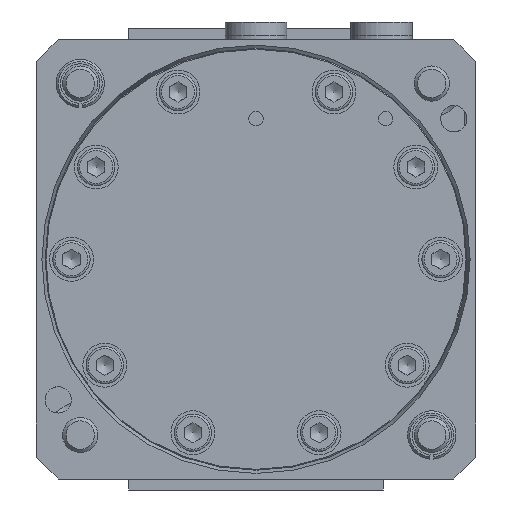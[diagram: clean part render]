
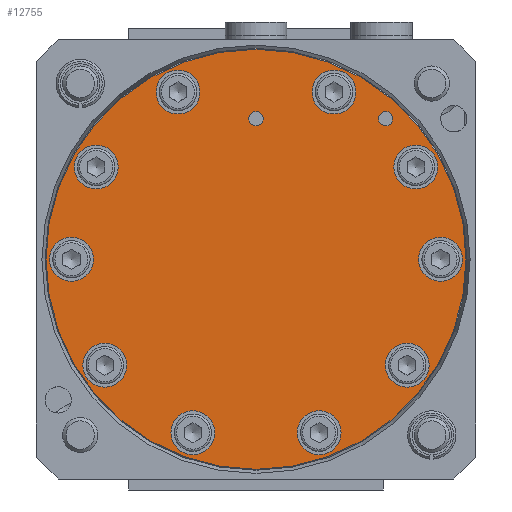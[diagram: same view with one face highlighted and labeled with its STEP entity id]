
A CAD part, front view. The second image highlights one B-rep face of the part: STEP entity #12755.
In plain terms, the highlighted planar face has unit normal (0, -1, 0).
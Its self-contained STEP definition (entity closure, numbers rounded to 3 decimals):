
#409=FACE_BOUND('',#2139,.T.);
#410=FACE_BOUND('',#2140,.T.);
#411=FACE_BOUND('',#2141,.T.);
#412=FACE_BOUND('',#2142,.T.);
#413=FACE_BOUND('',#2143,.T.);
#414=FACE_BOUND('',#2144,.T.);
#415=FACE_BOUND('',#2145,.T.);
#416=FACE_BOUND('',#2146,.T.);
#417=FACE_BOUND('',#2147,.T.);
#418=FACE_BOUND('',#2148,.T.);
#419=FACE_BOUND('',#2149,.T.);
#420=FACE_BOUND('',#2150,.T.);
#722=CIRCLE('',#13888,47.8);
#723=CIRCLE('',#13890,5.);
#724=CIRCLE('',#13891,5.);
#725=CIRCLE('',#13892,5.);
#726=CIRCLE('',#13893,5.);
#727=CIRCLE('',#13894,5.);
#728=CIRCLE('',#13895,5.);
#729=CIRCLE('',#13896,5.);
#730=CIRCLE('',#13897,5.);
#731=CIRCLE('',#13898,5.);
#732=CIRCLE('',#13899,5.);
#733=CIRCLE('',#13900,1.621);
#734=CIRCLE('',#13901,1.621);
#1395=FACE_OUTER_BOUND('',#2138,.T.);
#2138=EDGE_LOOP('',(#9293));
#2139=EDGE_LOOP('',(#9294));
#2140=EDGE_LOOP('',(#9295));
#2141=EDGE_LOOP('',(#9296));
#2142=EDGE_LOOP('',(#9297));
#2143=EDGE_LOOP('',(#9298));
#2144=EDGE_LOOP('',(#9299));
#2145=EDGE_LOOP('',(#9300));
#2146=EDGE_LOOP('',(#9301));
#2147=EDGE_LOOP('',(#9302));
#2148=EDGE_LOOP('',(#9303));
#2149=EDGE_LOOP('',(#9304));
#2150=EDGE_LOOP('',(#9305));
#5363=VERTEX_POINT('',#20069);
#5364=VERTEX_POINT('',#20073);
#5365=VERTEX_POINT('',#20075);
#5366=VERTEX_POINT('',#20077);
#5367=VERTEX_POINT('',#20079);
#5368=VERTEX_POINT('',#20081);
#5369=VERTEX_POINT('',#20083);
#5370=VERTEX_POINT('',#20085);
#5371=VERTEX_POINT('',#20087);
#5372=VERTEX_POINT('',#20089);
#5373=VERTEX_POINT('',#20091);
#5374=VERTEX_POINT('',#20093);
#5375=VERTEX_POINT('',#20095);
#6795=EDGE_CURVE('',#5363,#5363,#722,.T.);
#6796=EDGE_CURVE('',#5364,#5364,#723,.T.);
#6797=EDGE_CURVE('',#5365,#5365,#724,.T.);
#6798=EDGE_CURVE('',#5366,#5366,#725,.T.);
#6799=EDGE_CURVE('',#5367,#5367,#726,.T.);
#6800=EDGE_CURVE('',#5368,#5368,#727,.T.);
#6801=EDGE_CURVE('',#5369,#5369,#728,.T.);
#6802=EDGE_CURVE('',#5370,#5370,#729,.T.);
#6803=EDGE_CURVE('',#5371,#5371,#730,.T.);
#6804=EDGE_CURVE('',#5372,#5372,#731,.T.);
#6805=EDGE_CURVE('',#5373,#5373,#732,.T.);
#6806=EDGE_CURVE('',#5374,#5374,#733,.T.);
#6807=EDGE_CURVE('',#5375,#5375,#734,.T.);
#9293=ORIENTED_EDGE('',*,*,#6795,.F.);
#9294=ORIENTED_EDGE('',*,*,#6796,.T.);
#9295=ORIENTED_EDGE('',*,*,#6797,.T.);
#9296=ORIENTED_EDGE('',*,*,#6798,.T.);
#9297=ORIENTED_EDGE('',*,*,#6799,.T.);
#9298=ORIENTED_EDGE('',*,*,#6800,.T.);
#9299=ORIENTED_EDGE('',*,*,#6801,.T.);
#9300=ORIENTED_EDGE('',*,*,#6802,.T.);
#9301=ORIENTED_EDGE('',*,*,#6803,.T.);
#9302=ORIENTED_EDGE('',*,*,#6804,.T.);
#9303=ORIENTED_EDGE('',*,*,#6805,.T.);
#9304=ORIENTED_EDGE('',*,*,#6806,.T.);
#9305=ORIENTED_EDGE('',*,*,#6807,.T.);
#11461=PLANE('',#13889);
#12755=ADVANCED_FACE('',(#1395,#409,#410,#411,#412,#413,#414,#415,#416,
#417,#418,#419,#420),#11461,.F.);
#13888=AXIS2_PLACEMENT_3D('',#20071,#16077,#16078);
#13889=AXIS2_PLACEMENT_3D('',#20072,#16079,#16080);
#13890=AXIS2_PLACEMENT_3D('',#20074,#16081,#16082);
#13891=AXIS2_PLACEMENT_3D('',#20076,#16083,#16084);
#13892=AXIS2_PLACEMENT_3D('',#20078,#16085,#16086);
#13893=AXIS2_PLACEMENT_3D('',#20080,#16087,#16088);
#13894=AXIS2_PLACEMENT_3D('',#20082,#16089,#16090);
#13895=AXIS2_PLACEMENT_3D('',#20084,#16091,#16092);
#13896=AXIS2_PLACEMENT_3D('',#20086,#16093,#16094);
#13897=AXIS2_PLACEMENT_3D('',#20088,#16095,#16096);
#13898=AXIS2_PLACEMENT_3D('',#20090,#16097,#16098);
#13899=AXIS2_PLACEMENT_3D('',#20092,#16099,#16100);
#13900=AXIS2_PLACEMENT_3D('',#20094,#16101,#16102);
#13901=AXIS2_PLACEMENT_3D('',#20096,#16103,#16104);
#16077=DIRECTION('center_axis',(0.,1.,0.));
#16078=DIRECTION('ref_axis',(0.,0.,
1.));
#16079=DIRECTION('center_axis',(0.,1.,0.));
#16080=DIRECTION('ref_axis',(0.,0.,
1.));
#16081=DIRECTION('center_axis',(0.,1.,0.));
#16082=DIRECTION('ref_axis',(0.,0.,
-1.));
#16083=DIRECTION('center_axis',(0.,1.,0.));
#16084=DIRECTION('ref_axis',(0.,0.,
-1.));
#16085=DIRECTION('center_axis',(0.,1.,0.));
#16086=DIRECTION('ref_axis',(0.,0.,
-1.));
#16087=DIRECTION('center_axis',(0.,1.,0.));
#16088=DIRECTION('ref_axis',(0.,0.,
-1.));
#16089=DIRECTION('center_axis',(0.,1.,0.));
#16090=DIRECTION('ref_axis',(0.,0.,
-1.));
#16091=DIRECTION('center_axis',(0.,1.,0.));
#16092=DIRECTION('ref_axis',(0.,0.,
-1.));
#16093=DIRECTION('center_axis',(0.,1.,0.));
#16094=DIRECTION('ref_axis',(0.,0.,
-1.));
#16095=DIRECTION('center_axis',(0.,1.,0.));
#16096=DIRECTION('ref_axis',(0.,0.,
-1.));
#16097=DIRECTION('center_axis',(0.,1.,0.));
#16098=DIRECTION('ref_axis',(0.,0.,
-1.));
#16099=DIRECTION('center_axis',(0.,1.,0.));
#16100=DIRECTION('ref_axis',(0.,0.,
-1.));
#16101=DIRECTION('center_axis',(0.,1.,0.));
#16102=DIRECTION('ref_axis',(0.,0.,
-1.));
#16103=DIRECTION('center_axis',(0.,1.,0.));
#16104=DIRECTION('ref_axis',(0.,0.,
-1.));
#20069=CARTESIAN_POINT('',(0.,0.,2.2));
#20071=CARTESIAN_POINT('Origin',(0.,0.,
50.));
#20072=CARTESIAN_POINT('Origin',(0.,0.,
50.));
#20073=CARTESIAN_POINT('',(-34.404,0.,30.91));
#20074=CARTESIAN_POINT('Origin',(-34.404,0.,
25.91));
#20075=CARTESIAN_POINT('',(14.365,0.,15.533));
#20076=CARTESIAN_POINT('Origin',(14.365,0.,10.533));
#20077=CARTESIAN_POINT('',(-42.,0.,55.));
#20078=CARTESIAN_POINT('Origin',(-42.,0.,50.));
#20079=CARTESIAN_POINT('',(-17.75,0.,93.065));
#20080=CARTESIAN_POINT('Origin',(-17.75,0.,
88.065));
#20081=CARTESIAN_POINT('',(36.373,0.,76.));
#20082=CARTESIAN_POINT('Origin',(36.373,0.,
71.));
#20083=CARTESIAN_POINT('',(42.,0.,55.));
#20084=CARTESIAN_POINT('Origin',(42.,0.,50.));
#20085=CARTESIAN_POINT('',(17.75,0.,93.065));
#20086=CARTESIAN_POINT('Origin',(17.75,0.,
88.065));
#20087=CARTESIAN_POINT('',(-36.373,0.,76.));
#20088=CARTESIAN_POINT('Origin',(-36.373,0.,
71.));
#20089=CARTESIAN_POINT('',(-14.365,0.,15.533));
#20090=CARTESIAN_POINT('Origin',(-14.365,0.,
10.533));
#20091=CARTESIAN_POINT('',(34.404,0.,30.91));
#20092=CARTESIAN_POINT('Origin',(34.404,0.,
25.91));
#20093=CARTESIAN_POINT('',(0.,0.,83.621));
#20094=CARTESIAN_POINT('Origin',(0.,0.,
82.));
#20095=CARTESIAN_POINT('',(29.5,0.,83.621));
#20096=CARTESIAN_POINT('Origin',(29.5,0.,
82.));
